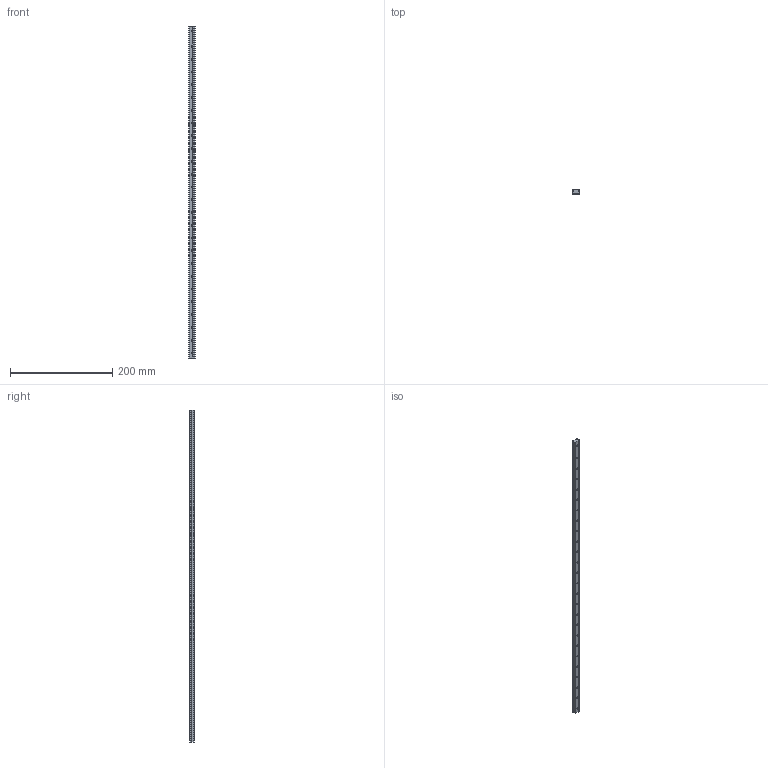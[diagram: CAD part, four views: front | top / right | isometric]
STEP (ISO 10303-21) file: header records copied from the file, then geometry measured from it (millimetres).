
FILE_DESCRIPTION (( 'STEP AP214' ), '1' );
FILE_NAME ('MGN12 LINEAR GUIDE RAIL, CONFIGURABLE, 650 mm.STEP', '2018-10-15T06:56:14', ( '' ), ( '' ), 'SwSTEP 2.0', 'SolidWorks 2018', '' );
FILE_SCHEMA (( 'AUTOMOTIVE_DESIGN' ));
Length unit declared in the file: millimetre
Products named in the file (2): MGN12 LINEAR GUIDE RAIL, CONFIGURABLE, 650 mm
Bounding box: 11.97 x 8 x 650 mm (x, y, z)
Volume: 54839.6 mm3; surface area: 30496.2 mm2
Topology: 1 solids, 1 shells, 168 faces, 498 edges, 332 vertices
Faces by surface type: cylinder 123, plane 45
Entity records: 6109 total; most frequent: CARTESIAN_POINT 1234, DIRECTION 1084, ORIENTED_EDGE 996, EDGE_CURVE 498, AXIS2_PLACEMENT_3D 442, VERTEX_POINT 332, CIRCLE 272, EDGE_LOOP 220
